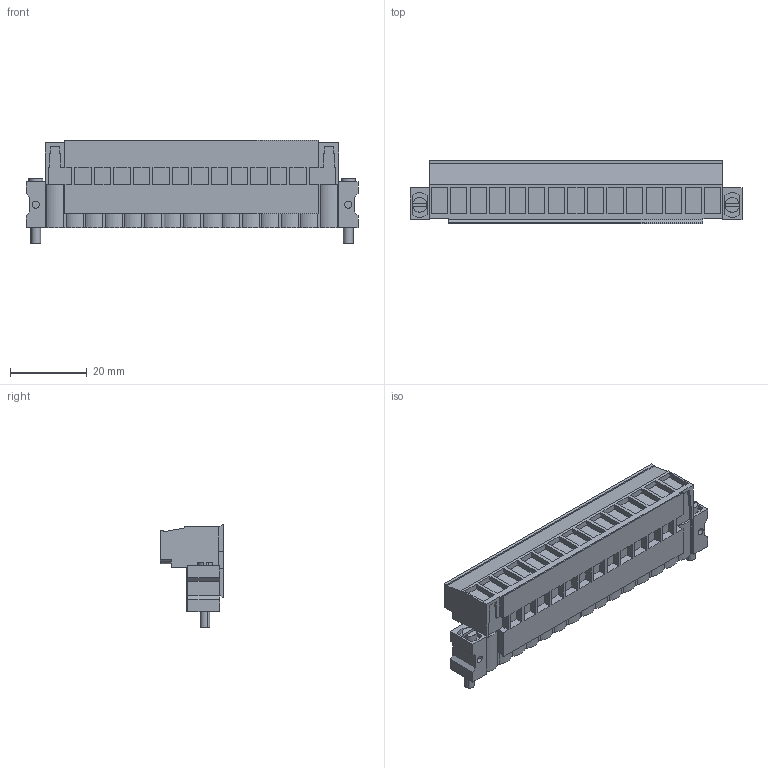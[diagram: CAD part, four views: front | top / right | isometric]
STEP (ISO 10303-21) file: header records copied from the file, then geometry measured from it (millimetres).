
FILE_DESCRIPTION(('CATIA V5 STEP','CAx-IF Rec.Pracs.--- Model Styling and Organization---1.2---2011-12-15'),'2;1');
FILE_NAME ('D1457461_0_1846340000_1846340000.stp','2017-06-01T07:41:20+00:00',('none'),('Weidmueller'),'CATIA Version 5-6 Release 2014','CATIA V5 STEP AP214','none');
FILE_SCHEMA(('AUTOMOTIVE_DESIGN { 1 0 10303 214 1 1 1 1 }'));
Length unit declared in the file: millimetre
Products named in the file (1): 1846340000
Bounding box: 86.32 x 16.6 x 26.98 mm (x, y, z)
Volume: 15459.8 mm3; surface area: 12853.3 mm2
Topology: 33 solids, 33 shells, 1065 faces, 2902 edges, 1984 vertices
Faces by surface type: plane 790, cylinder 215, extrusion 60
Entity records: 32595 total; most frequent: CARTESIAN_POINT 7470, ORIENTED_EDGE 5804, DIRECTION 3928, EDGE_CURVE 2902, VECTOR 2342, LINE 2282, VERTEX_POINT 1984, EDGE_LOOP 1180
